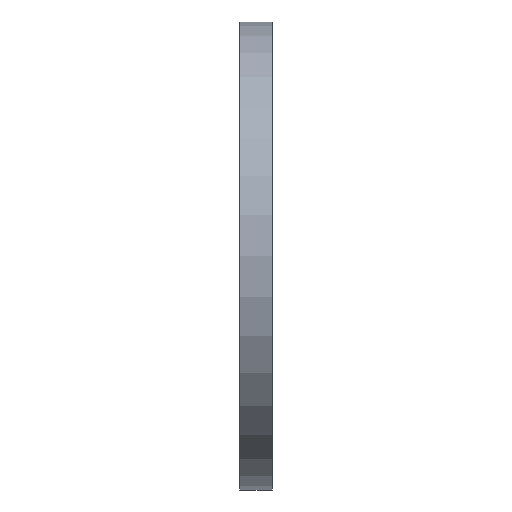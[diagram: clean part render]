
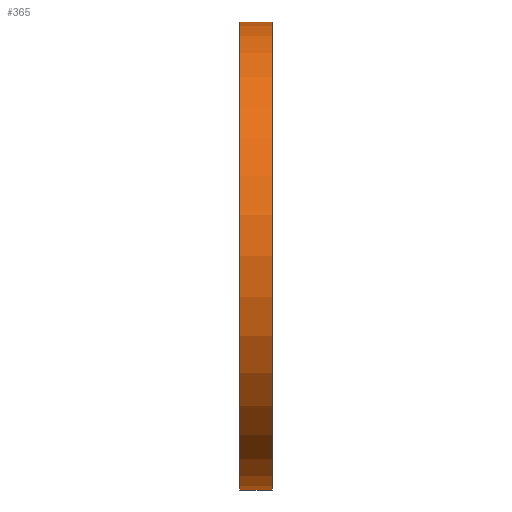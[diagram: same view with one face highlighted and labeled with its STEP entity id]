
A CAD part, front view. The second image highlights one B-rep face of the part: STEP entity #365.
In plain terms, the highlighted cylindrical face has radius 574.675 mm (diameter 1149.35 mm), a partial arc.
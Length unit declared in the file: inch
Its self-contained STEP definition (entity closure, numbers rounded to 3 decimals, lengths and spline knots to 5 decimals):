
#124 = CARTESIAN_POINT ( 'NONE',  ( 0., 0., -22.625 ) ) ;
#164 = CIRCLE ( 'NONE', #1306, 22.625 ) ;
#220 = AXIS2_PLACEMENT_3D ( 'NONE', #648, #1391, #515 ) ;
#232 = DIRECTION ( 'NONE',  ( -1., 0., 0. ) ) ;
#234 = CARTESIAN_POINT ( 'NONE',  ( 3.1875, 0., 0. ) ) ;
#286 = VERTEX_POINT ( 'NONE', #957 ) ;
#350 = CARTESIAN_POINT ( 'NONE',  ( 0., 0., 22.625 ) ) ;
#353 = DIRECTION ( 'NONE',  ( -1., 0., 0. ) ) ;
#365 = ADVANCED_FACE ( 'NONE', ( #1219 ), #590, .T. ) ;
#487 = EDGE_CURVE ( 'NONE', #889, #1464, #1264, .T. ) ;
#515 = DIRECTION ( 'NONE',  ( 0., 0., 1. ) ) ;
#590 = CYLINDRICAL_SURFACE ( 'NONE', #989, 22.625 ) ;
#595 = CARTESIAN_POINT ( 'NONE',  ( 0.0625, 0., 22.625 ) ) ;
#621 = CARTESIAN_POINT ( 'NONE',  ( 0.0625, 0., -22.625 ) ) ;
#625 = DIRECTION ( 'NONE',  ( -1., 0., 0. ) ) ;
#648 = CARTESIAN_POINT ( 'NONE',  ( 0.0625, 0., 0. ) ) ;
#673 = ORIENTED_EDGE ( 'NONE', *, *, #1374, .T. ) ;
#836 = VECTOR ( 'NONE', #625, 39.37008 ) ;
#851 = DIRECTION ( 'NONE',  ( 0., 0., 1. ) ) ;
#858 = EDGE_CURVE ( 'NONE', #889, #286, #164, .T. ) ;
#868 = VERTEX_POINT ( 'NONE', #595 ) ;
#889 = VERTEX_POINT ( 'NONE', #1609 ) ;
#957 = CARTESIAN_POINT ( 'NONE',  ( 3.1875, 0., 22.625 ) ) ;
#975 = DIRECTION ( 'NONE',  ( -1., 0., 0. ) ) ;
#989 = AXIS2_PLACEMENT_3D ( 'NONE', #1604, #975, #851 ) ;
#1052 = ORIENTED_EDGE ( 'NONE', *, *, #1573, .F. ) ;
#1081 = ORIENTED_EDGE ( 'NONE', *, *, #487, .F. ) ;
#1145 = VECTOR ( 'NONE', #232, 39.37008 ) ;
#1176 = CIRCLE ( 'NONE', #220, 22.625 ) ;
#1215 = EDGE_LOOP ( 'NONE', ( #1081, #1268, #673, #1052 ) ) ;
#1219 = FACE_OUTER_BOUND ( 'NONE', #1215, .T. ) ;
#1264 = LINE ( 'NONE', #124, #836 ) ;
#1268 = ORIENTED_EDGE ( 'NONE', *, *, #858, .T. ) ;
#1306 = AXIS2_PLACEMENT_3D ( 'NONE', #234, #353, #1475 ) ;
#1374 = EDGE_CURVE ( 'NONE', #286, #868, #1473, .T. ) ;
#1391 = DIRECTION ( 'NONE',  ( -1., 0., 0. ) ) ;
#1464 = VERTEX_POINT ( 'NONE', #621 ) ;
#1473 = LINE ( 'NONE', #350, #1145 ) ;
#1475 = DIRECTION ( 'NONE',  ( 0., 0., 1. ) ) ;
#1573 = EDGE_CURVE ( 'NONE', #1464, #868, #1176, .T. ) ;
#1604 = CARTESIAN_POINT ( 'NONE',  ( 0., 0., 0. ) ) ;
#1609 = CARTESIAN_POINT ( 'NONE',  ( 3.1875, 0., -22.625 ) ) ;
